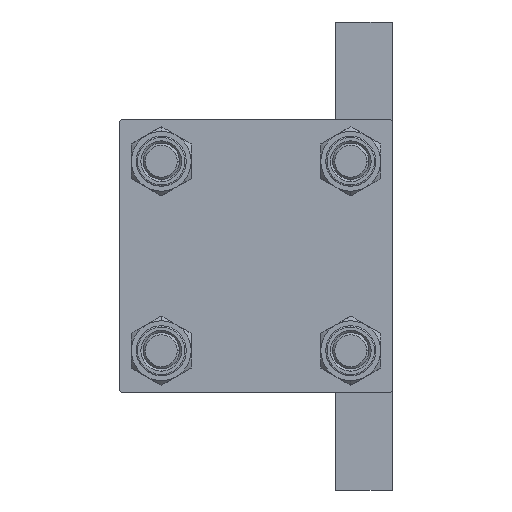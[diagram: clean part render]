
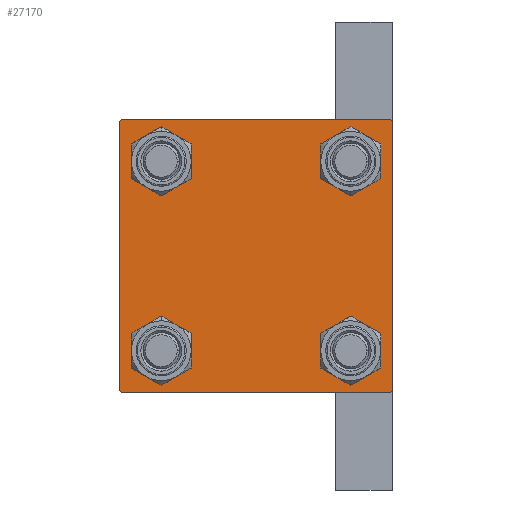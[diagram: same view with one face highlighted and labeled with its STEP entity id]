
A CAD part, left-side view. The second image highlights one B-rep face of the part: STEP entity #27170.
In plain terms, the highlighted planar face has unit normal (-1, 0, 0).
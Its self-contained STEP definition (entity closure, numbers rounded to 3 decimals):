
#265 = VERTEX_POINT ( 'NONE', #18954 ) ;
#366 = CARTESIAN_POINT ( 'NONE',  ( 0., -20.85, 20.85 ) ) ;
#1189 = AXIS2_PLACEMENT_3D ( 'NONE', #37984, #48754, #18563 ) ;
#1637 = DIRECTION ( 'NONE',  ( 0., 0., 1. ) ) ;
#1759 = EDGE_LOOP ( 'NONE', ( #9821, #31006 ) ) ;
#1825 = ORIENTED_EDGE ( 'NONE', *, *, #36382, .F. ) ;
#2287 = CARTESIAN_POINT ( 'NONE',  ( 0., 30., 29.5 ) ) ;
#2609 = VERTEX_POINT ( 'NONE', #33016 ) ;
#2741 = AXIS2_PLACEMENT_3D ( 'NONE', #33487, #14811, #44747 ) ;
#3647 = EDGE_CURVE ( 'NONE', #11434, #46170, #16009, .T. ) ;
#3848 = FACE_OUTER_BOUND ( 'NONE', #49130, .T. ) ;
#3862 = CARTESIAN_POINT ( 'NONE',  ( 0., -20.85, -16.35 ) ) ;
#4525 = CARTESIAN_POINT ( 'NONE',  ( 0., 30., -30. ) ) ;
#4638 = VERTEX_POINT ( 'NONE', #35482 ) ;
#4900 = CARTESIAN_POINT ( 'NONE',  ( 0., -30., 30. ) ) ;
#5584 = DIRECTION ( 'NONE',  ( 0., 0., 1. ) ) ;
#5653 = AXIS2_PLACEMENT_3D ( 'NONE', #10108, #32993, #1637 ) ;
#6711 = CARTESIAN_POINT ( 'NONE',  ( 0., -20.85, 16.35 ) ) ;
#7456 = CIRCLE ( 'NONE', #35293, 4.5 ) ;
#8010 = CIRCLE ( 'NONE', #5653, 4.5 ) ;
#8339 = CARTESIAN_POINT ( 'NONE',  ( 0., 30., 30. ) ) ;
#9005 = ORIENTED_EDGE ( 'NONE', *, *, #37172, .T. ) ;
#9083 = CARTESIAN_POINT ( 'NONE',  ( 0., -20.85, 25.35 ) ) ;
#9821 = ORIENTED_EDGE ( 'NONE', *, *, #21650, .T. ) ;
#10108 = CARTESIAN_POINT ( 'NONE',  ( 0., 20.85, -20.85 ) ) ;
#10168 = DIRECTION ( 'NONE',  ( 0., 0.707, 0.707 ) ) ;
#10554 = CARTESIAN_POINT ( 'NONE',  ( 0., -30., -29.5 ) ) ;
#10846 = FACE_BOUND ( 'NONE', #12496, .T. ) ;
#10922 = ORIENTED_EDGE ( 'NONE', *, *, #25227, .T. ) ;
#10994 = VERTEX_POINT ( 'NONE', #35248 ) ;
#11434 = VERTEX_POINT ( 'NONE', #6711 ) ;
#11868 = DIRECTION ( 'NONE',  ( 0., 0., 1. ) ) ;
#11884 = ORIENTED_EDGE ( 'NONE', *, *, #46704, .F. ) ;
#12496 = EDGE_LOOP ( 'NONE', ( #10922, #22362 ) ) ;
#12858 = VERTEX_POINT ( 'NONE', #32849 ) ;
#13455 = VERTEX_POINT ( 'NONE', #31391 ) ;
#13899 = LINE ( 'NONE', #47579, #48204 ) ;
#14614 = ORIENTED_EDGE ( 'NONE', *, *, #45557, .T. ) ;
#14803 = ORIENTED_EDGE ( 'NONE', *, *, #27314, .T. ) ;
#14811 = DIRECTION ( 'NONE',  ( -1., 0., 0. ) ) ;
#15556 = LINE ( 'NONE', #29999, #44072 ) ;
#15567 = DIRECTION ( 'NONE',  ( 1., 0., 0. ) ) ;
#16009 = CIRCLE ( 'NONE', #16802, 4.5 ) ;
#16579 = CARTESIAN_POINT ( 'NONE',  ( 0., -20.85, -20.85 ) ) ;
#16802 = AXIS2_PLACEMENT_3D ( 'NONE', #48926, #25478, #48208 ) ;
#17110 = EDGE_CURVE ( 'NONE', #26072, #10994, #21609, .T. ) ;
#17309 = CARTESIAN_POINT ( 'NONE',  ( 0., -29.5, -30. ) ) ;
#18074 = VECTOR ( 'NONE', #19724, 1000. ) ;
#18284 = VERTEX_POINT ( 'NONE', #10554 ) ;
#18563 = DIRECTION ( 'NONE',  ( 0., 0., 1. ) ) ;
#18885 = CARTESIAN_POINT ( 'NONE',  ( 0., 20.85, 20.85 ) ) ;
#18902 = VERTEX_POINT ( 'NONE', #3862 ) ;
#18954 = CARTESIAN_POINT ( 'NONE',  ( 0., -29.5, 30. ) ) ;
#19312 = DIRECTION ( 'NONE',  ( 0., -0.707, -0.707 ) ) ;
#19724 = DIRECTION ( 'NONE',  ( 0., -1., 0. ) ) ;
#19793 = DIRECTION ( 'NONE',  ( 0., 0., -1. ) ) ;
#20601 = EDGE_CURVE ( 'NONE', #25548, #18284, #27650, .T. ) ;
#20859 = DIRECTION ( 'NONE',  ( 0., 0., -1. ) ) ;
#20942 = VECTOR ( 'NONE', #23924, 1000. ) ;
#21452 = DIRECTION ( 'NONE',  ( 0., -1., 0. ) ) ;
#21609 = CIRCLE ( 'NONE', #27152, 4.5 ) ;
#21650 = EDGE_CURVE ( 'NONE', #10994, #26072, #8010, .T. ) ;
#22362 = ORIENTED_EDGE ( 'NONE', *, *, #27943, .T. ) ;
#23754 = AXIS2_PLACEMENT_3D ( 'NONE', #16579, #40229, #24299 ) ;
#23924 = DIRECTION ( 'NONE',  ( 0., -0.707, 0.707 ) ) ;
#24299 = DIRECTION ( 'NONE',  ( 0., 0., 1. ) ) ;
#24380 = CIRCLE ( 'NONE', #48274, 4.5 ) ;
#24576 = CARTESIAN_POINT ( 'NONE',  ( 0., 30., -29.5 ) ) ;
#24991 = CARTESIAN_POINT ( 'NONE',  ( 0., 20.85, -20.85 ) ) ;
#25227 = EDGE_CURVE ( 'NONE', #4638, #12858, #7456, .T. ) ;
#25318 = AXIS2_PLACEMENT_3D ( 'NONE', #366, #15567, #30749 ) ;
#25388 = LINE ( 'NONE', #29849, #42893 ) ;
#25478 = DIRECTION ( 'NONE',  ( 1., 0., 0. ) ) ;
#25548 = VERTEX_POINT ( 'NONE', #17309 ) ;
#26072 = VERTEX_POINT ( 'NONE', #42301 ) ;
#26502 = FACE_BOUND ( 'NONE', #40279, .T. ) ;
#26519 = CIRCLE ( 'NONE', #1189, 4.5 ) ;
#26563 = LINE ( 'NONE', #41524, #36359 ) ;
#26593 = DIRECTION ( 'NONE',  ( 0., 0., 1. ) ) ;
#27152 = AXIS2_PLACEMENT_3D ( 'NONE', #24991, #39709, #5584 ) ;
#27170 = ADVANCED_FACE ( 'NONE', ( #44991, #26502, #48499, #10846, #3848 ), #45724, .T. ) ;
#27287 = CARTESIAN_POINT ( 'NONE',  ( 0., -20.85, -20.85 ) ) ;
#27314 = EDGE_CURVE ( 'NONE', #39989, #29423, #46220, .T. ) ;
#27650 = LINE ( 'NONE', #42863, #20942 ) ;
#27819 = ORIENTED_EDGE ( 'NONE', *, *, #43852, .T. ) ;
#27943 = EDGE_CURVE ( 'NONE', #12858, #4638, #26519, .T. ) ;
#27990 = EDGE_CURVE ( 'NONE', #29423, #35474, #15556, .T. ) ;
#28225 = VECTOR ( 'NONE', #19793, 1000. ) ;
#28493 = EDGE_LOOP ( 'NONE', ( #27819, #33094 ) ) ;
#29423 = VERTEX_POINT ( 'NONE', #24576 ) ;
#29580 = ORIENTED_EDGE ( 'NONE', *, *, #20601, .T. ) ;
#29849 = CARTESIAN_POINT ( 'NONE',  ( 0., 29.75, 29.75 ) ) ;
#29999 = CARTESIAN_POINT ( 'NONE',  ( 0., 29.75, -29.75 ) ) ;
#30749 = DIRECTION ( 'NONE',  ( 0., 0., 1. ) ) ;
#31006 = ORIENTED_EDGE ( 'NONE', *, *, #17110, .T. ) ;
#31391 = CARTESIAN_POINT ( 'NONE',  ( 0., 29.5, 30. ) ) ;
#31424 = LINE ( 'NONE', #4525, #18074 ) ;
#32044 = EDGE_CURVE ( 'NONE', #2609, #265, #13899, .T. ) ;
#32849 = CARTESIAN_POINT ( 'NONE',  ( 0., 20.85, 16.35 ) ) ;
#32993 = DIRECTION ( 'NONE',  ( 1., 0., 0. ) ) ;
#33016 = CARTESIAN_POINT ( 'NONE',  ( 0., -30., 29.5 ) ) ;
#33094 = ORIENTED_EDGE ( 'NONE', *, *, #3647, .T. ) ;
#33487 = CARTESIAN_POINT ( 'NONE',  ( 0., 0., 0. ) ) ;
#34055 = DIRECTION ( 'NONE',  ( 1., 0., 0. ) ) ;
#34577 = ORIENTED_EDGE ( 'NONE', *, *, #32044, .T. ) ;
#34723 = EDGE_CURVE ( 'NONE', #18902, #42421, #24380, .T. ) ;
#35248 = CARTESIAN_POINT ( 'NONE',  ( 0., 20.85, -16.35 ) ) ;
#35293 = AXIS2_PLACEMENT_3D ( 'NONE', #18885, #34055, #26593 ) ;
#35474 = VERTEX_POINT ( 'NONE', #40545 ) ;
#35482 = CARTESIAN_POINT ( 'NONE',  ( 0., 20.85, 25.35 ) ) ;
#35666 = CIRCLE ( 'NONE', #25318, 4.5 ) ;
#36359 = VECTOR ( 'NONE', #21452, 1000. ) ;
#36382 = EDGE_CURVE ( 'NONE', #13455, #265, #26563, .T. ) ;
#37172 = EDGE_CURVE ( 'NONE', #35474, #25548, #31424, .T. ) ;
#37984 = CARTESIAN_POINT ( 'NONE',  ( 0., 20.85, 20.85 ) ) ;
#38563 = ORIENTED_EDGE ( 'NONE', *, *, #44626, .T. ) ;
#39700 = CIRCLE ( 'NONE', #23754, 4.5 ) ;
#39709 = DIRECTION ( 'NONE',  ( 1., 0., 0. ) ) ;
#39989 = VERTEX_POINT ( 'NONE', #2287 ) ;
#40229 = DIRECTION ( 'NONE',  ( 1., 0., 0. ) ) ;
#40279 = EDGE_LOOP ( 'NONE', ( #43775, #38563 ) ) ;
#40545 = CARTESIAN_POINT ( 'NONE',  ( 0., 29.5, -30. ) ) ;
#40833 = DIRECTION ( 'NONE',  ( 0., 0.707, -0.707 ) ) ;
#41524 = CARTESIAN_POINT ( 'NONE',  ( 0., 30., 30. ) ) ;
#42301 = CARTESIAN_POINT ( 'NONE',  ( 0., 20.85, -25.35 ) ) ;
#42421 = VERTEX_POINT ( 'NONE', #48847 ) ;
#42863 = CARTESIAN_POINT ( 'NONE',  ( 0., -29.75, -29.75 ) ) ;
#42893 = VECTOR ( 'NONE', #40833, 1000. ) ;
#43775 = ORIENTED_EDGE ( 'NONE', *, *, #34723, .T. ) ;
#43852 = EDGE_CURVE ( 'NONE', #46170, #11434, #35666, .T. ) ;
#44072 = VECTOR ( 'NONE', #19312, 1000. ) ;
#44626 = EDGE_CURVE ( 'NONE', #42421, #18902, #39700, .T. ) ;
#44747 = DIRECTION ( 'NONE',  ( 0., 0., 1. ) ) ;
#44991 = FACE_BOUND ( 'NONE', #28493, .T. ) ;
#45557 = EDGE_CURVE ( 'NONE', #13455, #39989, #25388, .T. ) ;
#45724 = PLANE ( 'NONE',  #2741 ) ;
#46010 = DIRECTION ( 'NONE',  ( 1., 0., 0. ) ) ;
#46170 = VERTEX_POINT ( 'NONE', #9083 ) ;
#46220 = LINE ( 'NONE', #8339, #28225 ) ;
#46704 = EDGE_CURVE ( 'NONE', #2609, #18284, #47536, .T. ) ;
#46955 = VECTOR ( 'NONE', #20859, 1000. ) ;
#47536 = LINE ( 'NONE', #4900, #46955 ) ;
#47579 = CARTESIAN_POINT ( 'NONE',  ( 0., -29.75, 29.75 ) ) ;
#48204 = VECTOR ( 'NONE', #10168, 1000. ) ;
#48208 = DIRECTION ( 'NONE',  ( 0., 0., 1. ) ) ;
#48227 = ORIENTED_EDGE ( 'NONE', *, *, #27990, .T. ) ;
#48274 = AXIS2_PLACEMENT_3D ( 'NONE', #27287, #46010, #11868 ) ;
#48499 = FACE_BOUND ( 'NONE', #1759, .T. ) ;
#48754 = DIRECTION ( 'NONE',  ( 1., 0., 0. ) ) ;
#48847 = CARTESIAN_POINT ( 'NONE',  ( 0., -20.85, -25.35 ) ) ;
#48926 = CARTESIAN_POINT ( 'NONE',  ( 0., -20.85, 20.85 ) ) ;
#49130 = EDGE_LOOP ( 'NONE', ( #14803, #48227, #9005, #29580, #11884, #34577, #1825, #14614 ) ) ;
